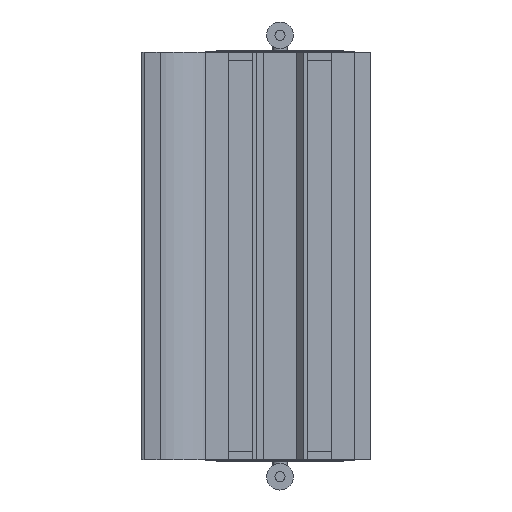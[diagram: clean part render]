
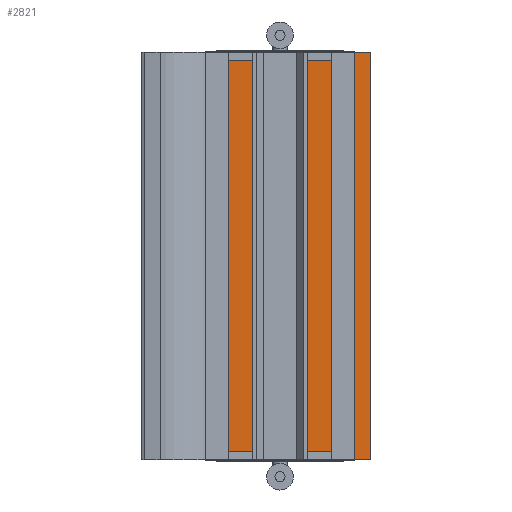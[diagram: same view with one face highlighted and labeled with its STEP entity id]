
A CAD part, front view. The second image highlights one B-rep face of the part: STEP entity #2821.
In plain terms, the highlighted planar face has unit normal (0, -1, 0).
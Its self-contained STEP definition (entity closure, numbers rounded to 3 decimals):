
#38 = ORIENTED_EDGE ( 'NONE', *, *, #1699, .F. ) ;
#441 = CARTESIAN_POINT ( 'NONE',  ( 170., -6., -383.5 ) ) ;
#547 = PLANE ( 'NONE',  #4689 ) ;
#584 = VECTOR ( 'NONE', #3645, 1000. ) ;
#637 = CARTESIAN_POINT ( 'NONE',  ( -124., -6., 383.5 ) ) ;
#888 = EDGE_CURVE ( 'NONE', #4423, #3646, #1009, .T. ) ;
#945 = EDGE_CURVE ( 'NONE', #3646, #4673, #2792, .T. ) ;
#1009 = LINE ( 'NONE', #4268, #2504 ) ;
#1191 = VECTOR ( 'NONE', #1621, 1000. ) ;
#1202 = EDGE_CURVE ( 'NONE', #4423, #3958, #2096, .T. ) ;
#1538 = CARTESIAN_POINT ( 'NONE',  ( 170., -6., -383.5 ) ) ;
#1621 = DIRECTION ( 'NONE',  ( 1., 0., 0. ) ) ;
#1690 = CARTESIAN_POINT ( 'NONE',  ( 170., -6., 383.5 ) ) ;
#1699 = EDGE_CURVE ( 'NONE', #3958, #4673, #2455, .T. ) ;
#1838 = CARTESIAN_POINT ( 'NONE',  ( 170., -6., 383.5 ) ) ;
#1988 = CARTESIAN_POINT ( 'NONE',  ( -124., -6., -383.5 ) ) ;
#2096 = LINE ( 'NONE', #3230, #3590 ) ;
#2455 = LINE ( 'NONE', #1838, #584 ) ;
#2504 = VECTOR ( 'NONE', #3073, 1000. ) ;
#2548 = CARTESIAN_POINT ( 'NONE',  ( 170., -6., 383.5 ) ) ;
#2788 = ORIENTED_EDGE ( 'NONE', *, *, #1202, .F. ) ;
#2792 = LINE ( 'NONE', #1538, #1191 ) ;
#2821 = ADVANCED_FACE ( 'NONE', ( #4638 ), #547, .F. ) ;
#2933 = ORIENTED_EDGE ( 'NONE', *, *, #945, .T. ) ;
#3045 = EDGE_LOOP ( 'NONE', ( #2933, #38, #2788, #4217 ) ) ;
#3073 = DIRECTION ( 'NONE',  ( 0., 0., -1. ) ) ;
#3216 = DIRECTION ( 'NONE',  ( 1., 0., 0. ) ) ;
#3230 = CARTESIAN_POINT ( 'NONE',  ( 170., -6., 383.5 ) ) ;
#3590 = VECTOR ( 'NONE', #3216, 1000. ) ;
#3645 = DIRECTION ( 'NONE',  ( 0., 0., -1. ) ) ;
#3646 = VERTEX_POINT ( 'NONE', #1988 ) ;
#3857 = DIRECTION ( 'NONE',  ( 0., 1., 0. ) ) ;
#3958 = VERTEX_POINT ( 'NONE', #2548 ) ;
#4217 = ORIENTED_EDGE ( 'NONE', *, *, #888, .T. ) ;
#4268 = CARTESIAN_POINT ( 'NONE',  ( -124., -6., 383.5 ) ) ;
#4423 = VERTEX_POINT ( 'NONE', #637 ) ;
#4612 = DIRECTION ( 'NONE',  ( 0., 0., 1. ) ) ;
#4638 = FACE_OUTER_BOUND ( 'NONE', #3045, .T. ) ;
#4673 = VERTEX_POINT ( 'NONE', #441 ) ;
#4689 = AXIS2_PLACEMENT_3D ( 'NONE', #1690, #3857, #4612 ) ;
